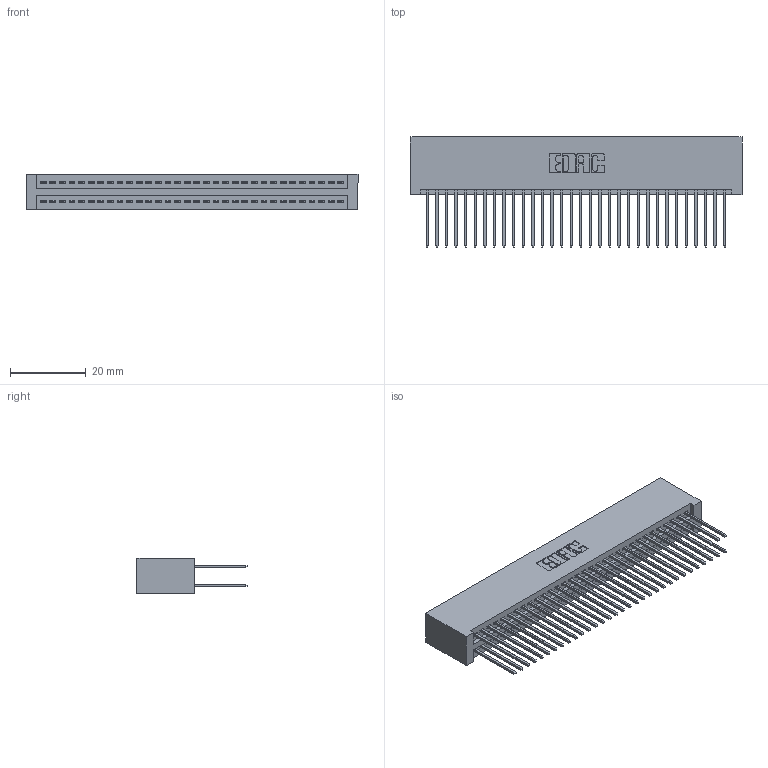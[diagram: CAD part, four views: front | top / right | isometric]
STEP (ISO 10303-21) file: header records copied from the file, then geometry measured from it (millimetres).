
FILE_DESCRIPTION (( 'STEP AP203' ), '1' );
FILE_NAME ('395-064-540-201.STEP', '2019-10-23T18:31:27', ( '' ), ( '' ), 'SwSTEP 2.0', 'SolidWorks 2016', '' );
FILE_SCHEMA (( 'CONFIG_CONTROL_DESIGN' ));
Length unit declared in the file: inch
Products named in the file (3): 345 Part_No Mounting Lugs; 345-292-001_345-293-140; 395-064-540-201
Assembly tree (65 placements, depth 2):
  395-064-540-201
    345 Part_No Mounting Lugs
    345-292-001_345-293-140  x64
Bounding box: 87.88 x 29.13 x 9.4 mm (x, y, z)
Volume: 9302.9 mm3; surface area: 14986.4 mm2
Topology: 65 solids, 65 shells, 3318 faces, 9853 edges, 6482 vertices
Faces by surface type: plane 2188, cylinder 1130
Entity records: 26195 total; most frequent: CARTESIAN_POINT 4400, ORIENTED_EDGE 4334, DIRECTION 3887, EDGE_CURVE 2167, LINE 1915, VECTOR 1915, VERTEX_POINT 1442, AXIS2_PLACEMENT_3D 986
